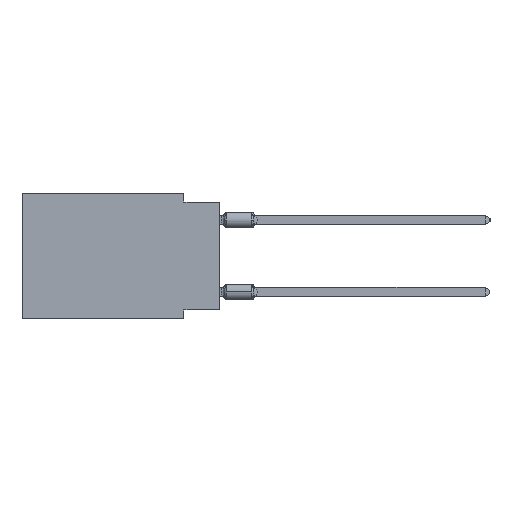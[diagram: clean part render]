
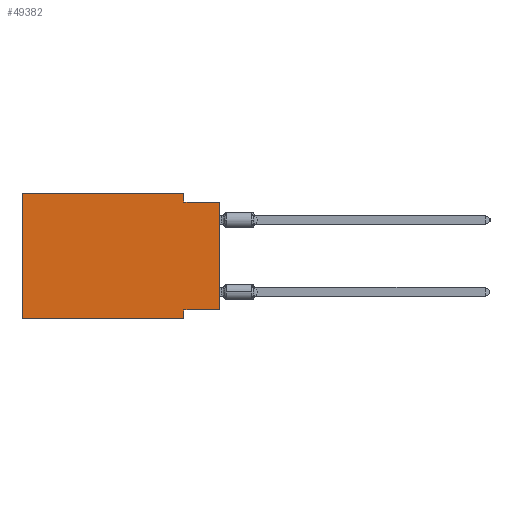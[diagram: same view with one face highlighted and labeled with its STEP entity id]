
A CAD part, left-side view. The second image highlights one B-rep face of the part: STEP entity #49382.
In plain terms, the highlighted planar face has unit normal (-1, 0, 0).
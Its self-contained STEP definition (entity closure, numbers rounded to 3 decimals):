
#656 = CARTESIAN_POINT ( 'NONE',  ( 0., 0., -8.255 ) ) ;
#1021 = ORIENTED_EDGE ( 'NONE', *, *, #18201, .F. ) ;
#1120 = CARTESIAN_POINT ( 'NONE',  ( 0., 0., -0.635 ) ) ;
#1540 = LINE ( 'NONE', #56924, #21286 ) ;
#4008 = ORIENTED_EDGE ( 'NONE', *, *, #28500, .F. ) ;
#4737 = VERTEX_POINT ( 'NONE', #41947 ) ;
#5348 = VERTEX_POINT ( 'NONE', #10405 ) ;
#5848 = CARTESIAN_POINT ( 'NONE',  ( 0., 2.54, 0. ) ) ;
#6079 = CARTESIAN_POINT ( 'NONE',  ( 0., 13.97, 0. ) ) ;
#6380 = DIRECTION ( 'NONE',  ( 0., 0., -1. ) ) ;
#8496 = VECTOR ( 'NONE', #34027, 1000. ) ;
#8756 = VECTOR ( 'NONE', #10045, 1000. ) ;
#9439 = ORIENTED_EDGE ( 'NONE', *, *, #59429, .F. ) ;
#10045 = DIRECTION ( 'NONE',  ( 0., 1., 0. ) ) ;
#10405 = CARTESIAN_POINT ( 'NONE',  ( 0., 13.97, -8.89 ) ) ;
#11325 = CARTESIAN_POINT ( 'NONE',  ( 0., 2.54, 0. ) ) ;
#11575 = VECTOR ( 'NONE', #13115, 1000. ) ;
#11956 = AXIS2_PLACEMENT_3D ( 'NONE', #44261, #57288, #34295 ) ;
#12829 = VECTOR ( 'NONE', #28080, 1000. ) ;
#13115 = DIRECTION ( 'NONE',  ( 0., 0., 1. ) ) ;
#14694 = CARTESIAN_POINT ( 'NONE',  ( 0., 0., -0.635 ) ) ;
#14873 = ORIENTED_EDGE ( 'NONE', *, *, #42821, .F. ) ;
#15786 = VERTEX_POINT ( 'NONE', #45499 ) ;
#15980 = VERTEX_POINT ( 'NONE', #23102 ) ;
#17528 = CARTESIAN_POINT ( 'NONE',  ( 0., 0., 0. ) ) ;
#18201 = EDGE_CURVE ( 'NONE', #15786, #15980, #46970, .T. ) ;
#18770 = ORIENTED_EDGE ( 'NONE', *, *, #23756, .T. ) ;
#20216 = EDGE_CURVE ( 'NONE', #4737, #40955, #23229, .T. ) ;
#21286 = VECTOR ( 'NONE', #6380, 1000. ) ;
#21535 = VERTEX_POINT ( 'NONE', #11325 ) ;
#23102 = CARTESIAN_POINT ( 'NONE',  ( 0., 2.54, -8.255 ) ) ;
#23229 = LINE ( 'NONE', #1120, #12829 ) ;
#23756 = EDGE_CURVE ( 'NONE', #15786, #40955, #58989, .T. ) ;
#23757 = CARTESIAN_POINT ( 'NONE',  ( 0., 13.97, 0. ) ) ;
#25209 = PLANE ( 'NONE',  #11956 ) ;
#25720 = EDGE_CURVE ( 'NONE', #5348, #31531, #47505, .T. ) ;
#28080 = DIRECTION ( 'NONE',  ( 0., -1., 0. ) ) ;
#28500 = EDGE_CURVE ( 'NONE', #50925, #21535, #51610, .T. ) ;
#29117 = CARTESIAN_POINT ( 'NONE',  ( 0., 2.54, -8.89 ) ) ;
#29498 = VECTOR ( 'NONE', #34190, 1000. ) ;
#31270 = LINE ( 'NONE', #45197, #11575 ) ;
#31399 = EDGE_CURVE ( 'NONE', #5348, #50925, #31270, .T. ) ;
#31531 = VERTEX_POINT ( 'NONE', #29117 ) ;
#32765 = ORIENTED_EDGE ( 'NONE', *, *, #20216, .F. ) ;
#33407 = LINE ( 'NONE', #5848, #36397 ) ;
#34027 = DIRECTION ( 'NONE',  ( 0., -1., 0. ) ) ;
#34190 = DIRECTION ( 'NONE',  ( 0., -1., 0. ) ) ;
#34295 = DIRECTION ( 'NONE',  ( 0., 0., -1. ) ) ;
#35198 = EDGE_LOOP ( 'NONE', ( #18770, #32765, #9439, #4008, #44403, #55156, #14873, #1021 ) ) ;
#36397 = VECTOR ( 'NONE', #51878, 1000. ) ;
#37176 = DIRECTION ( 'NONE',  ( 0., 0., 1. ) ) ;
#38838 = FACE_OUTER_BOUND ( 'NONE', #35198, .T. ) ;
#40955 = VERTEX_POINT ( 'NONE', #14694 ) ;
#41947 = CARTESIAN_POINT ( 'NONE',  ( 0., 2.54, -0.635 ) ) ;
#42821 = EDGE_CURVE ( 'NONE', #15980, #31531, #1540, .T. ) ;
#44261 = CARTESIAN_POINT ( 'NONE',  ( 0., 13.97, 0. ) ) ;
#44403 = ORIENTED_EDGE ( 'NONE', *, *, #31399, .F. ) ;
#45197 = CARTESIAN_POINT ( 'NONE',  ( 0., 13.97, 0. ) ) ;
#45499 = CARTESIAN_POINT ( 'NONE',  ( 0., 0., -8.255 ) ) ;
#46970 = LINE ( 'NONE', #656, #8756 ) ;
#47505 = LINE ( 'NONE', #47804, #29498 ) ;
#47804 = CARTESIAN_POINT ( 'NONE',  ( 0., 13.97, -8.89 ) ) ;
#47927 = VECTOR ( 'NONE', #37176, 1000. ) ;
#49382 = ADVANCED_FACE ( 'NONE', ( #38838 ), #25209, .F. ) ;
#50925 = VERTEX_POINT ( 'NONE', #6079 ) ;
#51610 = LINE ( 'NONE', #23757, #8496 ) ;
#51878 = DIRECTION ( 'NONE',  ( 0., 0., -1. ) ) ;
#55156 = ORIENTED_EDGE ( 'NONE', *, *, #25720, .T. ) ;
#56924 = CARTESIAN_POINT ( 'NONE',  ( 0., 2.54, -8.89 ) ) ;
#57288 = DIRECTION ( 'NONE',  ( 1., 0., 0. ) ) ;
#58989 = LINE ( 'NONE', #17528, #47927 ) ;
#59429 = EDGE_CURVE ( 'NONE', #21535, #4737, #33407, .T. ) ;
